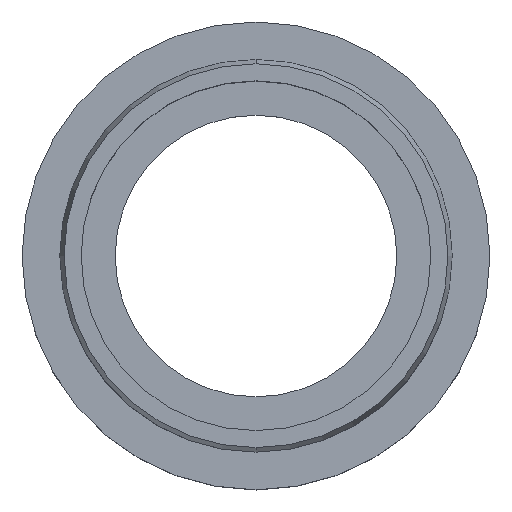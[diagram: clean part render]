
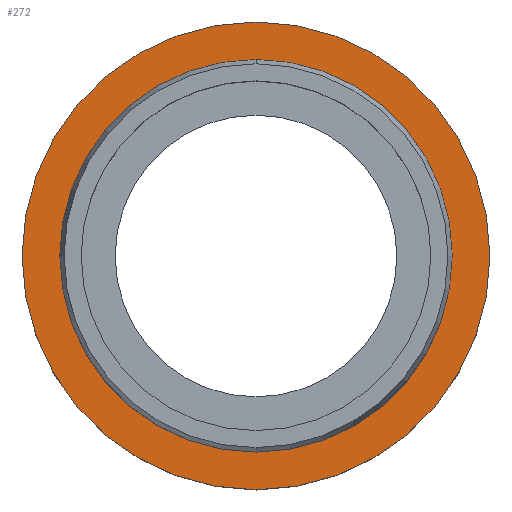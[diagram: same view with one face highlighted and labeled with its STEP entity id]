
A CAD part, top view. The second image highlights one B-rep face of the part: STEP entity #272.
In plain terms, the highlighted planar face has unit normal (0, 0, 1).
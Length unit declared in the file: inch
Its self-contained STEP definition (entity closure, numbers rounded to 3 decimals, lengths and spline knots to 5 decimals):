
#57=CARTESIAN_POINT('',(0.,0.,0.276));
#58=DIRECTION('',(0.,0.,1.));
#59=DIRECTION('',(0.,1.,0.));
#60=AXIS2_PLACEMENT_3D('',#57,#58,#59);
#62=CARTESIAN_POINT('',(0.,0.,0.276));
#63=DIRECTION('',(0.,0.,-1.));
#64=DIRECTION('',(0.,1.,0.));
#65=AXIS2_PLACEMENT_3D('',#62,#63,#64);
#67=CARTESIAN_POINT('',(0.,0.,0.276));
#68=DIRECTION('',(0.,0.,-1.));
#69=DIRECTION('',(0.,1.,0.));
#70=AXIS2_PLACEMENT_3D('',#67,#68,#69);
#80=CARTESIAN_POINT('',(0.,0.,0.276));
#81=DIRECTION('',(0.,0.,1.));
#82=DIRECTION('',(0.,1.,0.));
#83=AXIS2_PLACEMENT_3D('',#80,#81,#82);
#136=CARTESIAN_POINT('',(0.,0.6735,0.276));
#138=VERTEX_POINT('',#136);
#139=CARTESIAN_POINT('',(0.,0.565,0.276));
#141=VERTEX_POINT('',#139);
#154=CARTESIAN_POINT('',(0.,-0.6735,0.276));
#156=VERTEX_POINT('',#154);
#157=CARTESIAN_POINT('',(0.,-0.565,0.276));
#159=VERTEX_POINT('',#157);
#257=CARTESIAN_POINT('',(0.,0.,0.276));
#258=DIRECTION('',(0.,0.,-1.));
#259=DIRECTION('',(0.,-1.,0.));
#260=AXIS2_PLACEMENT_3D('',#257,#258,#259);
#261=PLANE('',#260);
#262=ORIENTED_EDGE('',*,*,#250,.F.);
#263=ORIENTED_EDGE('',*,*,#239,.T.);
#264=EDGE_LOOP('',(#262,#263));
#265=FACE_OUTER_BOUND('',#264,.F.);
#267=ORIENTED_EDGE('',*,*,#266,.F.);
#269=ORIENTED_EDGE('',*,*,#268,.T.);
#270=EDGE_LOOP('',(#267,#269));
#271=FACE_BOUND('',#270,.F.);
#272=ADVANCED_FACE('',(#265,#271),#261,.F.);
#61=CIRCLE('',#60,0.6735);
#66=CIRCLE('',#65,0.6735);
#71=CIRCLE('',#70,0.565);
#84=CIRCLE('',#83,0.565);
#239=EDGE_CURVE('',#138,#156,#66,.T.);
#250=EDGE_CURVE('',#138,#156,#61,.T.);
#266=EDGE_CURVE('',#141,#159,#71,.T.);
#268=EDGE_CURVE('',#141,#159,#84,.T.);
